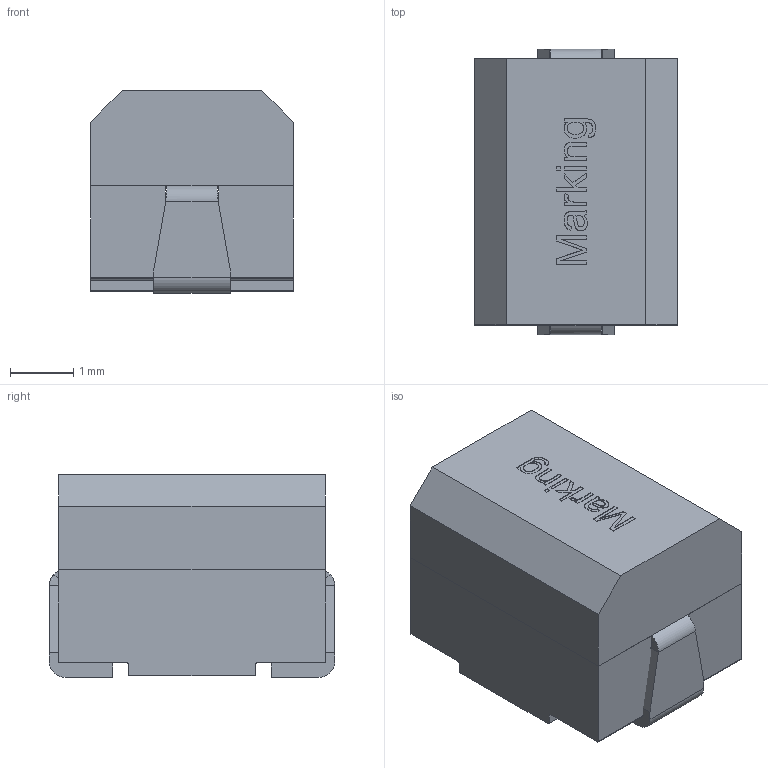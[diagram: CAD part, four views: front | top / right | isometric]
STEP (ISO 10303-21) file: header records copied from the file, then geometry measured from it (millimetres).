
FILE_DESCRIPTION( ( 'Unknown' ), '1' );
FILE_NAME( 'IndGFH_4532.stp', 'Unknown', ( 'Unknown' ), ( 'Unknown' ), 'PSStep 17.0.49', 'Unknown', ' ' );
FILE_SCHEMA( ( 'AUTOMOTIVE_DESIGN { 1 0 10303 214 1 1 1 1 }' ) );
Length unit declared in the file: millimetre
Products named in the file (4): Assem1; Housing; Contact Pin; Cover
Assembly tree (3 placements, depth 2):
  Assem1
    Housing
    Contact Pin
    Cover
Bounding box: 3.2 x 4.5 x 3.2 mm (x, y, z)
Volume: 41.2 mm3; surface area: 119.6 mm2
Topology: 3 solids, 3 shells, 138 faces, 355 edges, 234 vertices
Faces by surface type: plane 101, cylinder 17, extrusion 16, bspline 4
Full cylindrical faces by diameter (mm): 1 x1
Entity records: 5976 total; most frequent: CARTESIAN_POINT 1688, ORIENTED_EDGE 706, DIRECTION 515, EDGE_CURVE 353, VERTEX_POINT 234, VECTOR 203, LINE 187, AXIS2_PLACEMENT_3D 156
